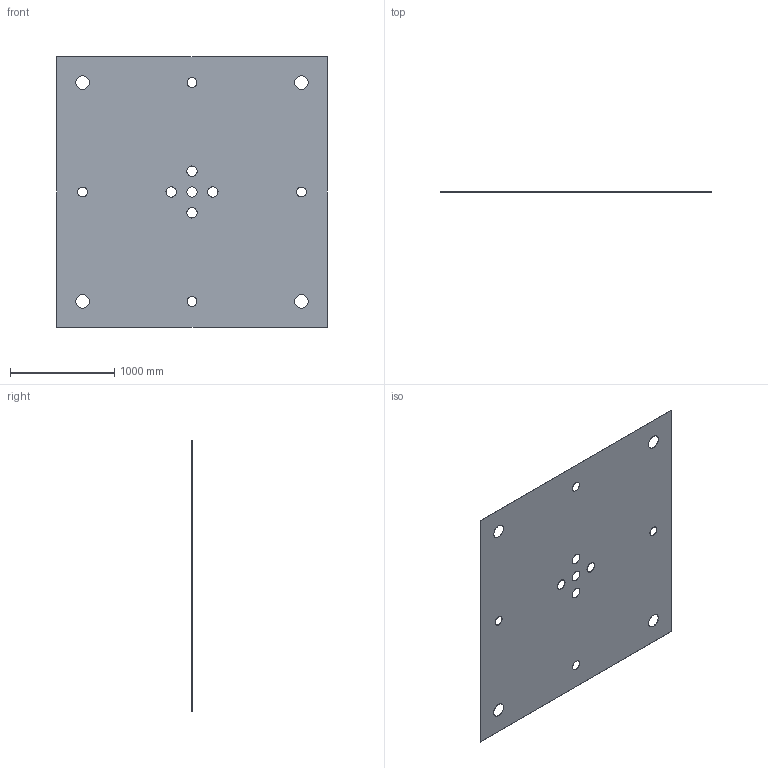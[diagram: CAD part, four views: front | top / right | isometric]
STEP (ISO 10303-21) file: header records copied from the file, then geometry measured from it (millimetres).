
FILE_DESCRIPTION (( 'STEP AP214' ), '1' );
FILE_NAME ('layer3_floor.STEP', '2024-06-13T21:37:36', ( '' ), ( '' ), 'SwSTEP 2.0', 'SolidWorks 2023', '' );
FILE_SCHEMA (( 'AUTOMOTIVE_DESIGN' ));
Length unit declared in the file: metre
Products named in the file (3): layer3_floor; MSR_floor
Assembly tree (2 placements, depth 3):
  layer3_floor
    MSR_floor
      layer3_floor
Bounding box: 2600 x 3 x 2600 mm (x, y, z)
Volume: 19917278.7 mm3; surface area: 13322570.1 mm2
Topology: 1 solids, 1 shells, 32 faces, 90 edges, 60 vertices
Faces by surface type: cylinder 26, plane 6
Entity records: 1199 total; most frequent: DIRECTION 218, CARTESIAN_POINT 188, ORIENTED_EDGE 180, EDGE_CURVE 90, AXIS2_PLACEMENT_3D 90, VERTEX_POINT 60, EDGE_LOOP 58, CIRCLE 52
